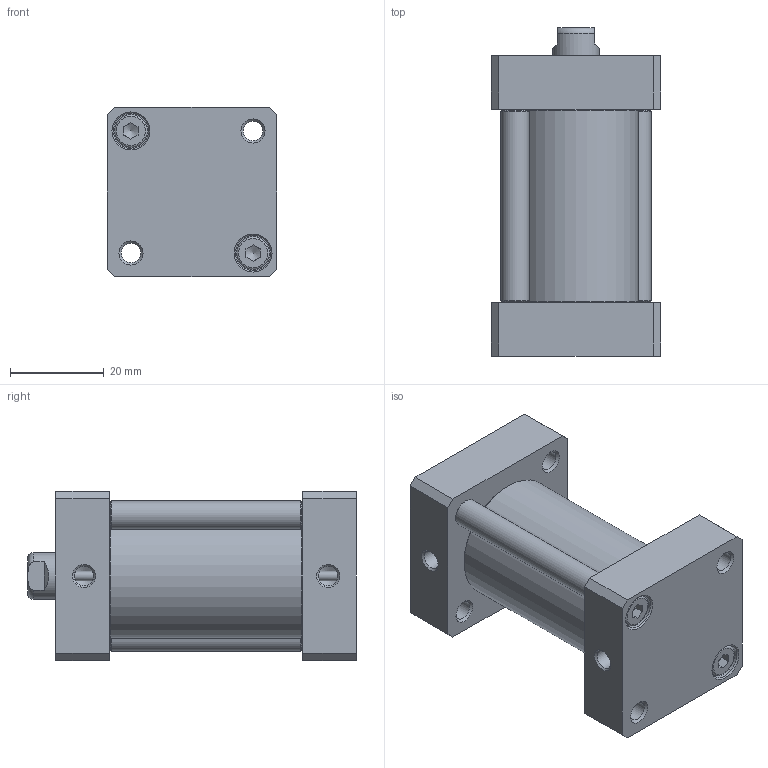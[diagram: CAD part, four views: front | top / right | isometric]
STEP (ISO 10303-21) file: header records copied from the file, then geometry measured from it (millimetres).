
FILE_DESCRIPTION((''),'2;1');
FILE_NAME('XDM025.025.GS.F.stp','2014-03-17T08:36:59',('carlo.corazza'),(''),'Autodesk Inventor 2012','Autodesk Inventor 2012','');
FILE_SCHEMA(('AUTOMOTIVE_DESIGN { 1 0 10303 214 1 1 1 1 }'));
Length unit declared in the file: millimetre
Products named in the file (6): XDM025..GS.F; TP; STELO-025; TA; TIRANTI-025; CORPO-025
Assembly tree (6 placements, depth 2):
  XDM025..GS.F
    TP
    STELO-025
    TA
    TIRANTI-025  x2
    CORPO-025
Bounding box: 36 x 70 x 36 mm (x, y, z)
Volume: 34584.6 mm3; surface area: 21602.6 mm2
Topology: 6 solids, 10 shells, 175 faces, 388 edges, 237 vertices
Faces by surface type: plane 72, cone 57, cylinder 37, torus 9
Full cylindrical faces by diameter (mm): 2 x2, 3.242 x4, 4.134 x7, 4.9 x4, 4.917 x1, 6 x2, 7 x4, 7.5 x4, 8 x1, 10 x1, 10.48 x1, 11.4 x1, 12 x1, 13.84 x1, 14 x1, 25 x1, 26.6 x1
Entity records: 4368 total; most frequent: CARTESIAN_POINT 844, DIRECTION 690, ORIENTED_EDGE 500, AXIS2_PLACEMENT_3D 294, EDGE_LOOP 286, EDGE_CURVE 250, VERTEX_POINT 202, STYLED_ITEM 169
